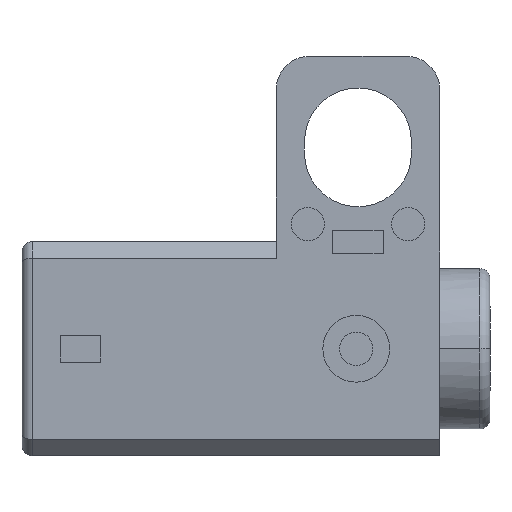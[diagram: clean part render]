
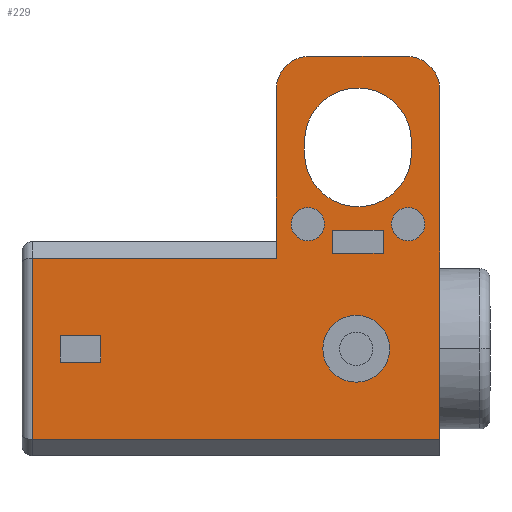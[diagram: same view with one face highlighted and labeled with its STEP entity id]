
A CAD part, left-side view. The second image highlights one B-rep face of the part: STEP entity #229.
In plain terms, the highlighted planar face has unit normal (-1, 0, 0).
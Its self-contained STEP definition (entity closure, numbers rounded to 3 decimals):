
#99=FACE_BOUND('',#498,.T.);
#100=FACE_BOUND('',#499,.T.);
#101=FACE_BOUND('',#500,.T.);
#102=FACE_BOUND('',#501,.T.);
#103=FACE_BOUND('',#502,.T.);
#104=FACE_BOUND('',#503,.T.);
#105=FACE_BOUND('',#504,.T.);
#121=CIRCLE('',#1960,1.6);
#122=CIRCLE('',#1963,1.6);
#123=CIRCLE('',#1965,1.);
#124=CIRCLE('',#1966,1.);
#125=CIRCLE('',#1967,0.5);
#126=CIRCLE('',#1968,0.5);
#127=CIRCLE('',#1969,0.5);
#128=CIRCLE('',#1970,0.5);
#129=CIRCLE('',#1971,1.);
#130=CIRCLE('',#1972,1.);
#229=ADVANCED_FACE('',(#99,#100,#101,#102,#103,#104,#105),#325,.F.);
#325=PLANE('',#1973);
#498=EDGE_LOOP('',(#696,#697,#698,#699,#700,#701,#702,#703));
#499=EDGE_LOOP('',(#704,#705,#706,#707));
#500=EDGE_LOOP('',(#708,#709));
#501=EDGE_LOOP('',(#710,#711));
#502=EDGE_LOOP('',(#712,#713,#714,#715));
#503=EDGE_LOOP('',(#716,#717));
#504=EDGE_LOOP('',(#718,#719,#720,#721));
#696=ORIENTED_EDGE('',*,*,#1350,.F.);
#697=ORIENTED_EDGE('',*,*,#1351,.F.);
#698=ORIENTED_EDGE('',*,*,#1352,.F.);
#699=ORIENTED_EDGE('',*,*,#1353,.F.);
#700=ORIENTED_EDGE('',*,*,#1354,.F.);
#701=ORIENTED_EDGE('',*,*,#1325,.F.);
#702=ORIENTED_EDGE('',*,*,#1323,.F.);
#703=ORIENTED_EDGE('',*,*,#1355,.T.);
#704=ORIENTED_EDGE('',*,*,#1345,.F.);
#705=ORIENTED_EDGE('',*,*,#1343,.T.);
#706=ORIENTED_EDGE('',*,*,#1349,.F.);
#707=ORIENTED_EDGE('',*,*,#1347,.T.);
#708=ORIENTED_EDGE('',*,*,#1356,.T.);
#709=ORIENTED_EDGE('',*,*,#1357,.T.);
#710=ORIENTED_EDGE('',*,*,#1358,.T.);
#711=ORIENTED_EDGE('',*,*,#1359,.T.);
#712=ORIENTED_EDGE('',*,*,#1360,.T.);
#713=ORIENTED_EDGE('',*,*,#1361,.T.);
#714=ORIENTED_EDGE('',*,*,#1362,.T.);
#715=ORIENTED_EDGE('',*,*,#1363,.T.);
#716=ORIENTED_EDGE('',*,*,#1364,.T.);
#717=ORIENTED_EDGE('',*,*,#1365,.T.);
#718=ORIENTED_EDGE('',*,*,#1366,.F.);
#719=ORIENTED_EDGE('',*,*,#1367,.F.);
#720=ORIENTED_EDGE('',*,*,#1368,.F.);
#721=ORIENTED_EDGE('',*,*,#1369,.F.);
#1147=VERTEX_POINT('',#2715);
#1148=VERTEX_POINT('',#2719);
#1149=VERTEX_POINT('',#2723);
#1164=VERTEX_POINT('',#2758);
#1165=VERTEX_POINT('',#2760);
#1166=VERTEX_POINT('',#2764);
#1167=VERTEX_POINT('',#2768);
#1168=VERTEX_POINT('',#2774);
#1169=VERTEX_POINT('',#2775);
#1170=VERTEX_POINT('',#2777);
#1171=VERTEX_POINT('',#2779);
#1172=VERTEX_POINT('',#2781);
#1173=VERTEX_POINT('',#2785);
#1174=VERTEX_POINT('',#2786);
#1175=VERTEX_POINT('',#2789);
#1176=VERTEX_POINT('',#2790);
#1177=VERTEX_POINT('',#2793);
#1178=VERTEX_POINT('',#2794);
#1179=VERTEX_POINT('',#2796);
#1180=VERTEX_POINT('',#2798);
#1181=VERTEX_POINT('',#2801);
#1182=VERTEX_POINT('',#2802);
#1183=VERTEX_POINT('',#2805);
#1184=VERTEX_POINT('',#2806);
#1185=VERTEX_POINT('',#2808);
#1186=VERTEX_POINT('',#2810);
#1323=EDGE_CURVE('',#1147,#1148,#1572,.T.);
#1325=EDGE_CURVE('',#1148,#1149,#1574,.T.);
#1343=EDGE_CURVE('',#1165,#1164,#1588,.T.);
#1345=EDGE_CURVE('',#1165,#1166,#121,.T.);
#1347=EDGE_CURVE('',#1167,#1166,#1591,.T.);
#1349=EDGE_CURVE('',#1167,#1164,#122,.T.);
#1350=EDGE_CURVE('',#1168,#1169,#1593,.T.);
#1351=EDGE_CURVE('',#1170,#1168,#1594,.T.);
#1352=EDGE_CURVE('',#1171,#1170,#123,.T.);
#1353=EDGE_CURVE('',#1172,#1171,#1595,.T.);
#1354=EDGE_CURVE('',#1149,#1172,#124,.T.);
#1355=EDGE_CURVE('',#1147,#1169,#1596,.T.);
#1356=EDGE_CURVE('',#1173,#1174,#125,.T.);
#1357=EDGE_CURVE('',#1174,#1173,#126,.T.);
#1358=EDGE_CURVE('',#1175,#1176,#127,.T.);
#1359=EDGE_CURVE('',#1176,#1175,#128,.T.);
#1360=EDGE_CURVE('',#1177,#1178,#1597,.T.);
#1361=EDGE_CURVE('',#1178,#1179,#1598,.T.);
#1362=EDGE_CURVE('',#1179,#1180,#1599,.T.);
#1363=EDGE_CURVE('',#1180,#1177,#1600,.T.);
#1364=EDGE_CURVE('',#1181,#1182,#129,.T.);
#1365=EDGE_CURVE('',#1182,#1181,#130,.T.);
#1366=EDGE_CURVE('',#1183,#1184,#1601,.T.);
#1367=EDGE_CURVE('',#1185,#1183,#1602,.T.);
#1368=EDGE_CURVE('',#1186,#1185,#1603,.T.);
#1369=EDGE_CURVE('',#1184,#1186,#1604,.T.);
#1572=LINE('',#2718,#1770);
#1574=LINE('',#2722,#1772);
#1588=LINE('',#2759,#1786);
#1591=LINE('',#2767,#1789);
#1593=LINE('',#2773,#1791);
#1594=LINE('',#2776,#1792);
#1595=LINE('',#2780,#1793);
#1596=LINE('',#2783,#1794);
#1597=LINE('',#2792,#1795);
#1598=LINE('',#2795,#1796);
#1599=LINE('',#2797,#1797);
#1600=LINE('',#2799,#1798);
#1601=LINE('',#2804,#1799);
#1602=LINE('',#2807,#1800);
#1603=LINE('',#2809,#1801);
#1604=LINE('',#2811,#1802);
#1770=VECTOR('',#2173,1.);
#1772=VECTOR('',#2177,1.);
#1786=VECTOR('',#2205,1.);
#1789=VECTOR('',#2214,1.);
#1791=VECTOR('',#2222,1.);
#1792=VECTOR('',#2223,1.);
#1793=VECTOR('',#2226,1.);
#1794=VECTOR('',#2229,1.);
#1795=VECTOR('',#2238,1.);
#1796=VECTOR('',#2239,1.);
#1797=VECTOR('',#2240,1.);
#1798=VECTOR('',#2241,1.);
#1799=VECTOR('',#2246,1.);
#1800=VECTOR('',#2247,1.);
#1801=VECTOR('',#2248,1.);
#1802=VECTOR('',#2249,1.);
#1960=AXIS2_PLACEMENT_3D('',#2763,#2209,#2210);
#1963=AXIS2_PLACEMENT_3D('',#2771,#2218,#2219);
#1965=AXIS2_PLACEMENT_3D('',#2778,#2224,#2225);
#1966=AXIS2_PLACEMENT_3D('',#2782,#2227,#2228);
#1967=AXIS2_PLACEMENT_3D('',#2784,#2230,#2231);
#1968=AXIS2_PLACEMENT_3D('',#2787,#2232,#2233);
#1969=AXIS2_PLACEMENT_3D('',#2788,#2234,#2235);
#1970=AXIS2_PLACEMENT_3D('',#2791,#2236,#2237);
#1971=AXIS2_PLACEMENT_3D('',#2800,#2242,#2243);
#1972=AXIS2_PLACEMENT_3D('',#2803,#2244,#2245);
#1973=AXIS2_PLACEMENT_3D('',#2812,#2250,#2251);
#2173=DIRECTION('',(0.,-1.,0.));
#2177=DIRECTION('',(0.,0.,1.));
#2205=DIRECTION('',(0.,0.,-1.));
#2209=DIRECTION('',(-1.,0.,0.));
#2210=DIRECTION('',(0.,-1.,0.));
#2214=DIRECTION('',(0.,0.,1.));
#2218=DIRECTION('',(-1.,0.,0.));
#2219=DIRECTION('',(0.,1.,0.));
#2222=DIRECTION('',(0.,1.,0.));
#2223=DIRECTION('',(0.,0.,-1.));
#2224=DIRECTION('',(1.,0.,0.));
#2225=DIRECTION('',(0.,0.,1.));
#2226=DIRECTION('',(0.,-1.,0.));
#2227=DIRECTION('',(1.,0.,0.));
#2228=DIRECTION('',(0.,1.,0.));
#2229=DIRECTION('',(0.,0.,-1.));
#2230=DIRECTION('',(1.,0.,0.));
#2231=DIRECTION('',(0.,0.,-1.));
#2232=DIRECTION('',(1.,0.,0.));
#2233=DIRECTION('',(0.,0.,1.));
#2234=DIRECTION('',(1.,0.,0.));
#2235=DIRECTION('',(0.,0.,1.));
#2236=DIRECTION('',(1.,0.,0.));
#2237=DIRECTION('',(0.,0.,-1.));
#2238=DIRECTION('',(0.,-1.,0.));
#2239=DIRECTION('',(0.,0.,-1.));
#2240=DIRECTION('',(0.,1.,0.));
#2241=DIRECTION('',(0.,0.,1.));
#2242=DIRECTION('',(1.,0.,0.));
#2243=DIRECTION('',(0.,0.,1.));
#2244=DIRECTION('',(1.,0.,0.));
#2245=DIRECTION('',(0.,0.,-1.));
#2246=DIRECTION('',(0.,1.,0.));
#2247=DIRECTION('',(0.,0.,1.));
#2248=DIRECTION('',(0.,-1.,0.));
#2249=DIRECTION('',(0.,0.,-1.));
#2250=DIRECTION('',(1.,0.,0.));
#2251=DIRECTION('',(0.,-1.,0.));
#2715=CARTESIAN_POINT('',(-6.7,4.5,-19.534));
#2718=CARTESIAN_POINT('',(-6.7,4.5,-19.534));
#2719=CARTESIAN_POINT('',(-6.7,-2.8,-19.534));
#2722=CARTESIAN_POINT('',(-6.7,-2.8,-19.534));
#2723=CARTESIAN_POINT('',(-6.7,-2.8,-14.494));
#2758=CARTESIAN_POINT('',(-6.7,-6.85,-16.394));
#2759=CARTESIAN_POINT('',(-6.7,-6.85,-16.044));
#2760=CARTESIAN_POINT('',(-6.7,-6.85,-16.044));
#2763=CARTESIAN_POINT('',(-6.7,-5.25,-16.044));
#2764=CARTESIAN_POINT('',(-6.7,-3.65,-16.044));
#2767=CARTESIAN_POINT('',(-6.7,-3.65,-16.394));
#2768=CARTESIAN_POINT('',(-6.7,-3.65,-16.394));
#2771=CARTESIAN_POINT('',(-6.7,-5.25,-16.394));
#2773=CARTESIAN_POINT('',(-6.7,-7.7,-24.954));
#2774=CARTESIAN_POINT('',(-6.7,-7.7,-24.954));
#2775=CARTESIAN_POINT('',(-6.7,4.5,-24.954));
#2776=CARTESIAN_POINT('',(-6.7,-7.7,-14.494));
#2777=CARTESIAN_POINT('',(-6.7,-7.7,-14.494));
#2778=CARTESIAN_POINT('',(-6.7,-6.7,-14.494));
#2779=CARTESIAN_POINT('',(-6.7,-6.7,-13.494));
#2780=CARTESIAN_POINT('',(-6.7,-3.8,-13.494));
#2781=CARTESIAN_POINT('',(-6.7,-3.8,-13.494));
#2782=CARTESIAN_POINT('',(-6.7,-3.8,-14.494));
#2783=CARTESIAN_POINT('',(-6.7,4.5,-19.534));
#2784=CARTESIAN_POINT('',(-6.7,-3.75,-18.518));
#2785=CARTESIAN_POINT('',(-6.7,-3.75,-19.018));
#2786=CARTESIAN_POINT('',(-6.7,-3.75,-18.018));
#2787=CARTESIAN_POINT('',(-6.7,-3.75,-18.518));
#2788=CARTESIAN_POINT('',(-6.7,-6.75,-18.518));
#2789=CARTESIAN_POINT('',(-6.7,-6.75,-18.018));
#2790=CARTESIAN_POINT('',(-6.7,-6.75,-19.018));
#2791=CARTESIAN_POINT('',(-6.7,-6.75,-18.518));
#2792=CARTESIAN_POINT('',(-6.7,-4.5,-18.694));
#2793=CARTESIAN_POINT('',(-6.7,-4.5,-18.694));
#2794=CARTESIAN_POINT('',(-6.7,-6.,-18.694));
#2795=CARTESIAN_POINT('',(-6.7,-6.,-18.694));
#2796=CARTESIAN_POINT('',(-6.7,-6.,-19.394));
#2797=CARTESIAN_POINT('',(-6.7,-6.,-19.394));
#2798=CARTESIAN_POINT('',(-6.7,-4.5,-19.394));
#2799=CARTESIAN_POINT('',(-6.7,-4.5,-19.394));
#2800=CARTESIAN_POINT('',(-6.7,-5.2,-22.244));
#2801=CARTESIAN_POINT('',(-6.7,-5.2,-21.244));
#2802=CARTESIAN_POINT('',(-6.7,-5.2,-23.244));
#2803=CARTESIAN_POINT('',(-6.7,-5.2,-22.244));
#2804=CARTESIAN_POINT('',(-6.7,2.45,-21.844));
#2805=CARTESIAN_POINT('',(-6.7,2.45,-21.844));
#2806=CARTESIAN_POINT('',(-6.7,3.65,-21.844));
#2807=CARTESIAN_POINT('',(-6.7,2.45,-22.644));
#2808=CARTESIAN_POINT('',(-6.7,2.45,-22.644));
#2809=CARTESIAN_POINT('',(-6.7,3.65,-22.644));
#2810=CARTESIAN_POINT('',(-6.7,3.65,-22.644));
#2811=CARTESIAN_POINT('',(-6.7,3.65,-21.844));
#2812=CARTESIAN_POINT('',(-6.7,-7.7,-13.292));
